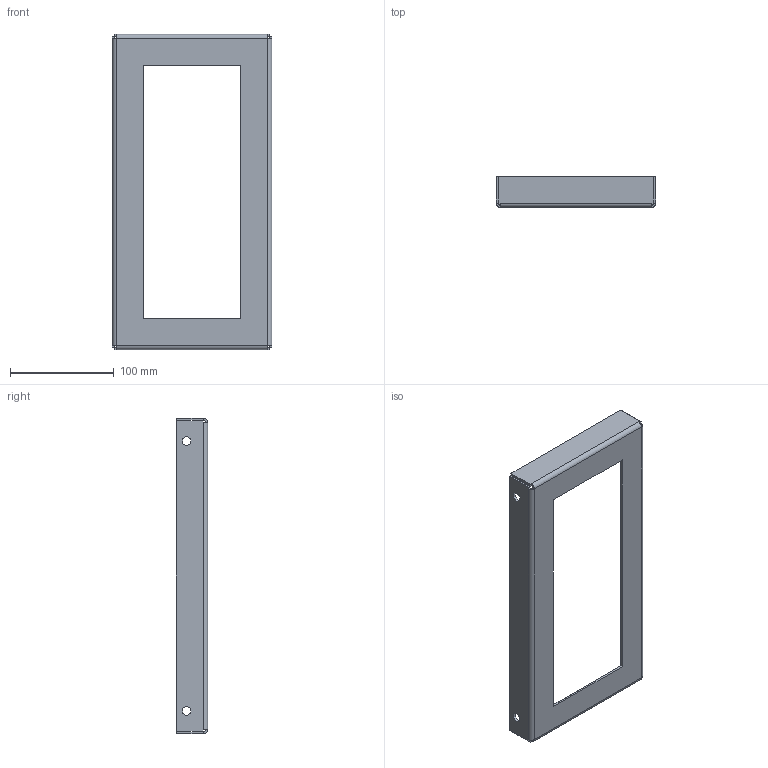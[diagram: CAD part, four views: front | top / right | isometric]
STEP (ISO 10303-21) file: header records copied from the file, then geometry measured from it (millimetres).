
FILE_DESCRIPTION(/* description */ ('STEP AP214'),/* implementation_level */ '2;1');
FILE_NAME(/* name */ '68aeadc714d1b47c3fc77121',/* time_stamp */ '2025-08-27T07:03:36Z',/* author */ (''),/* organization */ (''),/* preprocessor_version */ 'ST-DEVELOPER v20',/* originating_system */ 'ONSHAPE BY PTC INC, 1.202',/* authorisation */ ' ');
FILE_SCHEMA (('AUTOMOTIVE_DESIGN {1 0 10303 214 3 1 1}'));
Length unit declared in the file: metre
Products named in the file (1): Part 1
Bounding box: 154 x 30 x 304 mm (x, y, z)
Volume: 95164.9 mm3; surface area: 99055.6 mm2
Topology: 1 solids, 1 shells, 74 faces, 184 edges, 112 vertices
Faces by surface type: plane 66, cylinder 8
Entity records: 2178 total; most frequent: CARTESIAN_POINT 371, ORIENTED_EDGE 368, DIRECTION 350, EDGE_CURVE 184, LINE 168, VECTOR 168, VERTEX_POINT 112, AXIS2_PLACEMENT_3D 91
